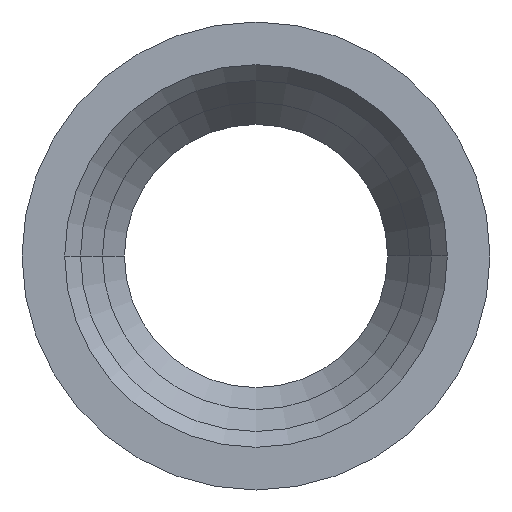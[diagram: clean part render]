
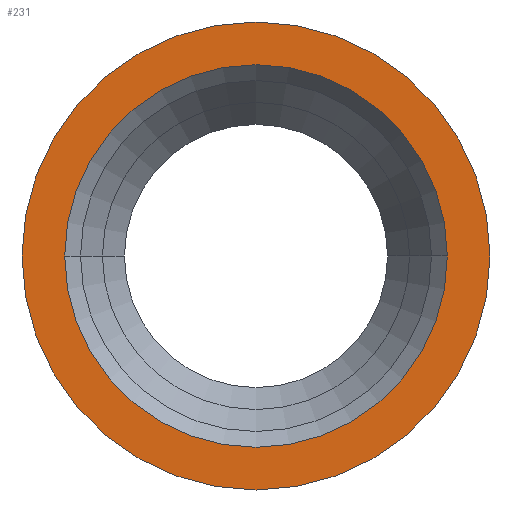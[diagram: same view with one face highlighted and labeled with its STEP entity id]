
A CAD part, left-side view. The second image highlights one B-rep face of the part: STEP entity #231.
In plain terms, the highlighted planar face has unit normal (-1, 0, 0).
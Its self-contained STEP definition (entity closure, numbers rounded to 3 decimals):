
#183 = VERTEX_POINT( '', #448 );
#185 = VERTEX_POINT( '', #450 );
#203 = VERTEX_POINT( '', #469 );
#209 = EDGE_CURVE( '', #241, #183, #475, .T. );
#231 = ADVANCED_FACE( '', ( #499, #500 ), #501, .T. );
#241 = VERTEX_POINT( '', #511 );
#251 = EDGE_CURVE( '', #185, #203, #521, .T. );
#377 = EDGE_CURVE( '', #183, #241, #669, .T. );
#385 = EDGE_CURVE( '', #203, #185, #679, .T. );
#448 = CARTESIAN_POINT( '', ( 0., 65.4, 0. ) );
#450 = CARTESIAN_POINT( '', ( 0., -80., 0. ) );
#469 = CARTESIAN_POINT( '', ( 0., 80., 0. ) );
#475 = CIRCLE( '', #781, 65.4 );
#499 = FACE_BOUND( '', #815, .T. );
#500 = FACE_OUTER_BOUND( '', #816, .T. );
#501 = PLANE( '', #817 );
#511 = CARTESIAN_POINT( '', ( 0., -65.4, 0. ) );
#521 = CIRCLE( '', #846, 80. );
#669 = CIRCLE( '', #1036, 65.4 );
#679 = CIRCLE( '', #1048, 80. );
#781 = AXIS2_PLACEMENT_3D( '', #1118, #1119, #1120 );
#815 = EDGE_LOOP( '', ( #1148, #1149 ) );
#816 = EDGE_LOOP( '', ( #1150, #1151 ) );
#817 = AXIS2_PLACEMENT_3D( '', #1152, #1153, #1154 );
#846 = AXIS2_PLACEMENT_3D( '', #1164, #1165, #1166 );
#1036 = AXIS2_PLACEMENT_3D( '', #1392, #1393, #1394 );
#1048 = AXIS2_PLACEMENT_3D( '', #1414, #1415, #1416 );
#1118 = CARTESIAN_POINT( '', ( 0., 0., 0. ) );
#1119 = DIRECTION( '', ( -1., 0., 0. ) );
#1120 = DIRECTION( '', ( 0., 1., 0. ) );
#1148 = ORIENTED_EDGE( '', *, *, #377, .F. );
#1149 = ORIENTED_EDGE( '', *, *, #209, .F. );
#1150 = ORIENTED_EDGE( '', *, *, #385, .T. );
#1151 = ORIENTED_EDGE( '', *, *, #251, .T. );
#1152 = CARTESIAN_POINT( '', ( 0., 72.7, 0. ) );
#1153 = DIRECTION( '', ( -1., 0., 0. ) );
#1154 = DIRECTION( '', ( 0., 1., 0. ) );
#1164 = CARTESIAN_POINT( '', ( 0., 0., 0. ) );
#1165 = DIRECTION( '', ( -1., 0., 0. ) );
#1166 = DIRECTION( '', ( 0., 1., 0. ) );
#1392 = CARTESIAN_POINT( '', ( 0., 0., 0. ) );
#1393 = DIRECTION( '', ( -1., 0., 0. ) );
#1394 = DIRECTION( '', ( 0., 1., 0. ) );
#1414 = CARTESIAN_POINT( '', ( 0., 0., 0. ) );
#1415 = DIRECTION( '', ( -1., 0., 0. ) );
#1416 = DIRECTION( '', ( 0., 1., 0. ) );
